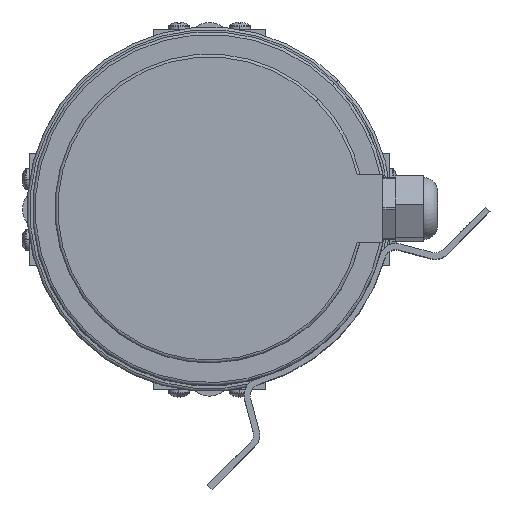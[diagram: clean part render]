
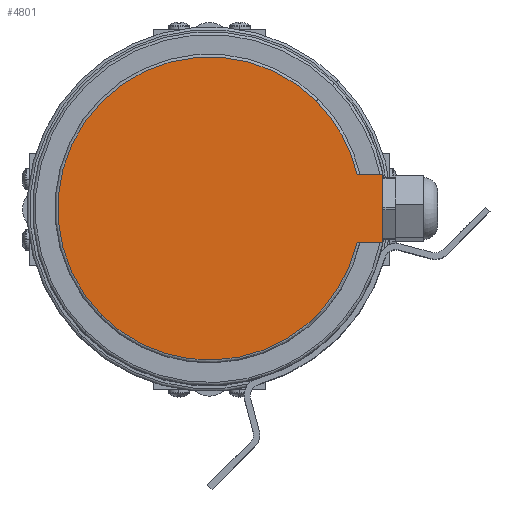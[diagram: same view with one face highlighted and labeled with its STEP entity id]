
A CAD part, top view. The second image highlights one B-rep face of the part: STEP entity #4801.
In plain terms, the highlighted face is planar.
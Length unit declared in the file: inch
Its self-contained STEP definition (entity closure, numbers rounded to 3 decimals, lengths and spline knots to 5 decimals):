
#227 = CARTESIAN_POINT ( 'NONE',  ( -8.507, -2.32196, 1.47343 ) ) ;
#1373 = CARTESIAN_POINT ( 'NONE',  ( -8.507, 0., 2.7 ) ) ;
#1386 = CARTESIAN_POINT ( 'NONE',  ( -8.507, -1.76164, 2.61016 ) ) ;
#1810 = CARTESIAN_POINT ( 'NONE',  ( -8.507, 0., -2.7 ) ) ;
#1964 = AXIS2_PLACEMENT_3D ( 'NONE', #2744, #11763, #10321 ) ;
#2279 = CARTESIAN_POINT ( 'NONE',  ( -8.507, -1.43719, 2.28572 ) ) ;
#2403 = PLANE ( 'NONE',  #12396 ) ;
#2468 = CIRCLE ( 'NONE', #10095, 2.7 ) ;
#2663 = CARTESIAN_POINT ( 'NONE',  ( -8.507, 0., 0. ) ) ;
#2744 = CARTESIAN_POINT ( 'NONE',  ( -8.507, 0., 0. ) ) ;
#2773 = DIRECTION ( 'NONE',  ( 0., 0., 1. ) ) ;
#4686 = CARTESIAN_POINT ( 'NONE',  ( -8.507, -1.76234, 2.61087 ) ) ;
#4724 = CARTESIAN_POINT ( 'NONE',  ( -8.507, -2.61016, 1.76164 ) ) ;
#4801 = ADVANCED_FACE ( 'NONE', ( #11523 ), #2403, .T. ) ;
#5065 = DIRECTION ( 'NONE',  ( 0., 0., 1. ) ) ;
#5562 = EDGE_CURVE ( 'NONE', #7832, #14314, #10113, .T. ) ;
#5607 = DIRECTION ( 'NONE',  ( -1., 0., 0. ) ) ;
#6493 = CARTESIAN_POINT ( 'NONE',  ( -8.507, -2.28572, 1.43719 ) ) ;
#6599 = LINE ( 'NONE', #1386, #10984 ) ;
#7075 = VECTOR ( 'NONE', #13452, 39.37008 ) ;
#7639 = CARTESIAN_POINT ( 'NONE',  ( -8.507, 2.75, 0. ) ) ;
#7790 = ORIENTED_EDGE ( 'NONE', *, *, #14944, .T. ) ;
#7832 = VERTEX_POINT ( 'NONE', #1810 ) ;
#7997 = ORIENTED_EDGE ( 'NONE', *, *, #13069, .T. ) ;
#8177 = DIRECTION ( 'NONE',  ( 0., 0., 1. ) ) ;
#8205 = EDGE_LOOP ( 'NONE', ( #14055, #14304, #7997, #11798, #7790, #11749 ) ) ;
#8613 = VERTEX_POINT ( 'NONE', #4724 ) ;
#9979 = VERTEX_POINT ( 'NONE', #2279 ) ;
#10045 = DIRECTION ( 'NONE',  ( -1., 0., 0. ) ) ;
#10080 = VERTEX_POINT ( 'NONE', #13816 ) ;
#10095 = AXIS2_PLACEMENT_3D ( 'NONE', #15817, #5607, #8177 ) ;
#10113 = CIRCLE ( 'NONE', #12301, 2.7 ) ;
#10292 = VERTEX_POINT ( 'NONE', #1373 ) ;
#10317 = DIRECTION ( 'NONE',  ( 0., -0.707, -0.707 ) ) ;
#10321 = DIRECTION ( 'NONE',  ( 0., 0., 1. ) ) ;
#10371 = DIRECTION ( 'NONE',  ( 0., -0.707, 0.707 ) ) ;
#10984 = VECTOR ( 'NONE', #10317, 39.37008 ) ;
#11523 = FACE_OUTER_BOUND ( 'NONE', #8205, .T. ) ;
#11596 = EDGE_CURVE ( 'NONE', #9979, #10292, #12682, .T. ) ;
#11749 = ORIENTED_EDGE ( 'NONE', *, *, #15059, .F. ) ;
#11763 = DIRECTION ( 'NONE',  ( -1., 0., 0. ) ) ;
#11798 = ORIENTED_EDGE ( 'NONE', *, *, #5562, .T. ) ;
#12074 = LINE ( 'NONE', #227, #16385 ) ;
#12301 = AXIS2_PLACEMENT_3D ( 'NONE', #2663, #13065, #2773 ) ;
#12396 = AXIS2_PLACEMENT_3D ( 'NONE', #7639, #10045, #5065 ) ;
#12682 = CIRCLE ( 'NONE', #1964, 2.7 ) ;
#13065 = DIRECTION ( 'NONE',  ( -1., 0., 0. ) ) ;
#13069 = EDGE_CURVE ( 'NONE', #10292, #7832, #2468, .T. ) ;
#13171 = EDGE_CURVE ( 'NONE', #10080, #9979, #15242, .T. ) ;
#13452 = DIRECTION ( 'NONE',  ( 0., 0.707, -0.707 ) ) ;
#13816 = CARTESIAN_POINT ( 'NONE',  ( -8.507, -1.76164, 2.61016 ) ) ;
#14055 = ORIENTED_EDGE ( 'NONE', *, *, #13171, .T. ) ;
#14304 = ORIENTED_EDGE ( 'NONE', *, *, #11596, .T. ) ;
#14314 = VERTEX_POINT ( 'NONE', #6493 ) ;
#14944 = EDGE_CURVE ( 'NONE', #14314, #8613, #12074, .T. ) ;
#15059 = EDGE_CURVE ( 'NONE', #10080, #8613, #6599, .T. ) ;
#15242 = LINE ( 'NONE', #4686, #7075 ) ;
#15817 = CARTESIAN_POINT ( 'NONE',  ( -8.507, 0., 0. ) ) ;
#16385 = VECTOR ( 'NONE', #10371, 39.37008 ) ;
